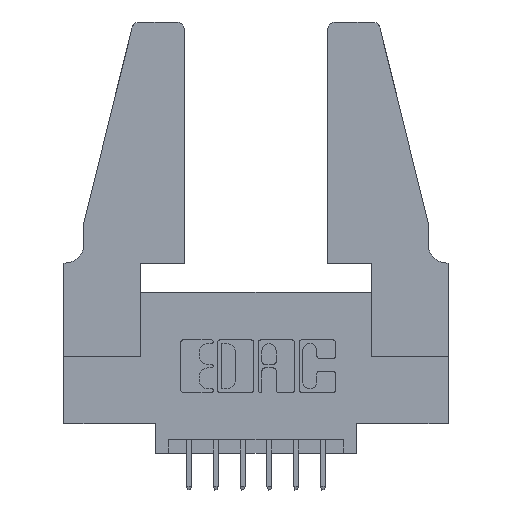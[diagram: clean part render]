
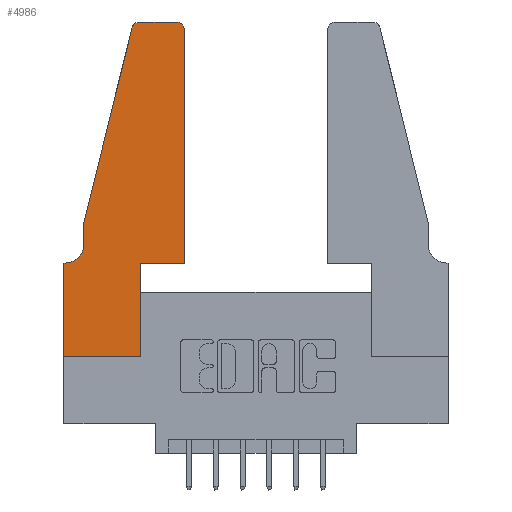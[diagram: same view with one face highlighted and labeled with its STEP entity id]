
A CAD part, top view. The second image highlights one B-rep face of the part: STEP entity #4986.
In plain terms, the highlighted planar face has unit normal (0, 0, 1).
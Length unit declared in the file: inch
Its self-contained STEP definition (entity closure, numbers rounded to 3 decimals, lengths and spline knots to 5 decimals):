
#23 = CARTESIAN_POINT ( 'NONE',  ( 0.0755, 0.35, 0.37 ) ) ;
#170 = VECTOR ( 'NONE', #3991, 39.37008 ) ;
#200 = DIRECTION ( 'NONE',  ( 0., 0., -1. ) ) ;
#456 = EDGE_CURVE ( 'NONE', #3228, #7604, #8799, .T. ) ;
#482 = EDGE_LOOP ( 'NONE', ( #11172, #6867, #9407, #8674, #4909, #1077, #2135, #3146, #7258, #7512, #8360, #11318 ) ) ;
#596 = CARTESIAN_POINT ( 'NONE',  ( 0.0055, 0.35, 0.37 ) ) ;
#627 = VERTEX_POINT ( 'NONE', #3376 ) ;
#700 = DIRECTION ( 'NONE',  ( 0., 1., 0. ) ) ;
#706 = CIRCLE ( 'NONE', #5722, 0.07 ) ;
#750 = AXIS2_PLACEMENT_3D ( 'NONE', #4559, #870, #9881 ) ;
#757 = LINE ( 'NONE', #5286, #2495 ) ;
#774 = EDGE_CURVE ( 'NONE', #2267, #7182, #706, .T. ) ;
#795 = LINE ( 'NONE', #10076, #8066 ) ;
#870 = DIRECTION ( 'NONE',  ( 0., 0., 1. ) ) ;
#933 = EDGE_CURVE ( 'NONE', #10060, #1021, #795, .T. ) ;
#990 = CARTESIAN_POINT ( 'NONE',  ( 0.284, 1.25, 0.37 ) ) ;
#1021 = VERTEX_POINT ( 'NONE', #4531 ) ;
#1071 = VECTOR ( 'NONE', #2087, 39.37008 ) ;
#1077 = ORIENTED_EDGE ( 'NONE', *, *, #5903, .T. ) ;
#1183 = DIRECTION ( 'NONE',  ( 1., 0., 0. ) ) ;
#1361 = CARTESIAN_POINT ( 'NONE',  ( 0.4205, 1.22, 0.37 ) ) ;
#1578 = DIRECTION ( 'NONE',  ( 0., -1., 0. ) ) ;
#1807 = DIRECTION ( 'NONE',  ( 0., -1., 0. ) ) ;
#2069 = LINE ( 'NONE', #4721, #170 ) ;
#2071 = VERTEX_POINT ( 'NONE', #10318 ) ;
#2087 = DIRECTION ( 'NONE',  ( -1., 0., 0. ) ) ;
#2135 = ORIENTED_EDGE ( 'NONE', *, *, #933, .T. ) ;
#2141 = CARTESIAN_POINT ( 'NONE',  ( 0.2605, 1.25, 0.37 ) ) ;
#2267 = VERTEX_POINT ( 'NONE', #8154 ) ;
#2495 = VECTOR ( 'NONE', #700, 39.37008 ) ;
#2837 = VECTOR ( 'NONE', #1578, 39.37008 ) ;
#3052 = EDGE_CURVE ( 'NONE', #10767, #627, #6928, .T. ) ;
#3131 = CARTESIAN_POINT ( 'NONE',  ( 0.4205, 1.25, 0.37 ) ) ;
#3146 = ORIENTED_EDGE ( 'NONE', *, *, #3402, .T. ) ;
#3228 = VERTEX_POINT ( 'NONE', #10665 ) ;
#3376 = CARTESIAN_POINT ( 'NONE',  ( 0.25487, 1.22718, 0.37 ) ) ;
#3402 = EDGE_CURVE ( 'NONE', #1021, #2071, #2069, .T. ) ;
#3406 = CARTESIAN_POINT ( 'NONE',  ( 0.0755, 0.5, 0.37 ) ) ;
#3559 = EDGE_CURVE ( 'NONE', #627, #5597, #4174, .T. ) ;
#3569 = CARTESIAN_POINT ( 'NONE',  ( 0.4505, 0.35, 0.37 ) ) ;
#3991 = DIRECTION ( 'NONE',  ( 1., 0., 0. ) ) ;
#4174 = LINE ( 'NONE', #9538, #9422 ) ;
#4321 = EDGE_CURVE ( 'NONE', #7604, #10767, #4980, .T. ) ;
#4479 = DIRECTION ( 'NONE',  ( 0., 0., 1. ) ) ;
#4531 = CARTESIAN_POINT ( 'NONE',  ( 0., 0., 0.37 ) ) ;
#4559 = CARTESIAN_POINT ( 'NONE',  ( 0.284, 1.22, 0.37 ) ) ;
#4721 = CARTESIAN_POINT ( 'NONE',  ( 0., 0., 0.37 ) ) ;
#4909 = ORIENTED_EDGE ( 'NONE', *, *, #774, .T. ) ;
#4946 = EDGE_CURVE ( 'NONE', #5597, #2267, #5937, .T. ) ;
#4980 = LINE ( 'NONE', #2141, #1071 ) ;
#4986 = ADVANCED_FACE ( 'NONE', ( #5437 ), #10137, .T. ) ;
#5286 = CARTESIAN_POINT ( 'NONE',  ( 0.2865, 0.35, 0.37 ) ) ;
#5437 = FACE_OUTER_BOUND ( 'NONE', #482, .T. ) ;
#5597 = VERTEX_POINT ( 'NONE', #11269 ) ;
#5646 = VERTEX_POINT ( 'NONE', #9230 ) ;
#5722 = AXIS2_PLACEMENT_3D ( 'NONE', #7443, #200, #9319 ) ;
#5903 = EDGE_CURVE ( 'NONE', #7182, #10060, #6379, .T. ) ;
#5909 = DIRECTION ( 'NONE',  ( 0., 0., 1. ) ) ;
#5937 = LINE ( 'NONE', #3406, #2837 ) ;
#5981 = CARTESIAN_POINT ( 'NONE',  ( 0., 0.35, 0.37 ) ) ;
#6042 = DIRECTION ( 'NONE',  ( 0., 1., 0. ) ) ;
#6099 = LINE ( 'NONE', #8921, #11539 ) ;
#6302 = AXIS2_PLACEMENT_3D ( 'NONE', #1361, #5909, #1183 ) ;
#6379 = LINE ( 'NONE', #23, #7663 ) ;
#6867 = ORIENTED_EDGE ( 'NONE', *, *, #3052, .T. ) ;
#6928 = CIRCLE ( 'NONE', #750, 0.03 ) ;
#7182 = VERTEX_POINT ( 'NONE', #596 ) ;
#7258 = ORIENTED_EDGE ( 'NONE', *, *, #9269, .T. ) ;
#7443 = CARTESIAN_POINT ( 'NONE',  ( 0.0055, 0.42, 0.37 ) ) ;
#7449 = CARTESIAN_POINT ( 'NONE',  ( 0.4505, 0.35, 0.37 ) ) ;
#7512 = ORIENTED_EDGE ( 'NONE', *, *, #11444, .T. ) ;
#7604 = VERTEX_POINT ( 'NONE', #3131 ) ;
#7663 = VECTOR ( 'NONE', #11054, 39.37008 ) ;
#8052 = DIRECTION ( 'NONE',  ( 1., 0., 0. ) ) ;
#8066 = VECTOR ( 'NONE', #1807, 39.37008 ) ;
#8154 = CARTESIAN_POINT ( 'NONE',  ( 0.0755, 0.42, 0.37 ) ) ;
#8360 = ORIENTED_EDGE ( 'NONE', *, *, #8582, .T. ) ;
#8582 = EDGE_CURVE ( 'NONE', #9436, #3228, #6099, .T. ) ;
#8674 = ORIENTED_EDGE ( 'NONE', *, *, #4946, .T. ) ;
#8763 = DIRECTION ( 'NONE',  ( -0.239, -0.971, 0. ) ) ;
#8799 = CIRCLE ( 'NONE', #6302, 0.03 ) ;
#8921 = CARTESIAN_POINT ( 'NONE',  ( 0.4505, 0.35, 0.37 ) ) ;
#9230 = CARTESIAN_POINT ( 'NONE',  ( 0.2865, 0.35, 0.37 ) ) ;
#9269 = EDGE_CURVE ( 'NONE', #2071, #5646, #757, .T. ) ;
#9319 = DIRECTION ( 'NONE',  ( -1., 0., 0. ) ) ;
#9407 = ORIENTED_EDGE ( 'NONE', *, *, #3559, .T. ) ;
#9422 = VECTOR ( 'NONE', #8763, 39.37008 ) ;
#9436 = VERTEX_POINT ( 'NONE', #7449 ) ;
#9538 = CARTESIAN_POINT ( 'NONE',  ( 0.0755, 0.5, 0.37 ) ) ;
#9850 = VECTOR ( 'NONE', #10915, 39.37008 ) ;
#9881 = DIRECTION ( 'NONE',  ( 1., 0., 0. ) ) ;
#10060 = VERTEX_POINT ( 'NONE', #5981 ) ;
#10076 = CARTESIAN_POINT ( 'NONE',  ( 0., 0., 0.37 ) ) ;
#10137 = PLANE ( 'NONE',  #11882 ) ;
#10318 = CARTESIAN_POINT ( 'NONE',  ( 0.2865, 0., 0.37 ) ) ;
#10665 = CARTESIAN_POINT ( 'NONE',  ( 0.4505, 1.22, 0.37 ) ) ;
#10767 = VERTEX_POINT ( 'NONE', #990 ) ;
#10915 = DIRECTION ( 'NONE',  ( 1., 0., 0. ) ) ;
#11054 = DIRECTION ( 'NONE',  ( -1., 0., 0. ) ) ;
#11172 = ORIENTED_EDGE ( 'NONE', *, *, #4321, .T. ) ;
#11269 = CARTESIAN_POINT ( 'NONE',  ( 0.0755, 0.5, 0.37 ) ) ;
#11318 = ORIENTED_EDGE ( 'NONE', *, *, #456, .T. ) ;
#11444 = EDGE_CURVE ( 'NONE', #5646, #9436, #11839, .T. ) ;
#11539 = VECTOR ( 'NONE', #6042, 39.37008 ) ;
#11839 = LINE ( 'NONE', #3569, #9850 ) ;
#11882 = AXIS2_PLACEMENT_3D ( 'NONE', #11904, #4479, #8052 ) ;
#11904 = CARTESIAN_POINT ( 'NONE',  ( 0., 0.35, 0.37 ) ) ;
